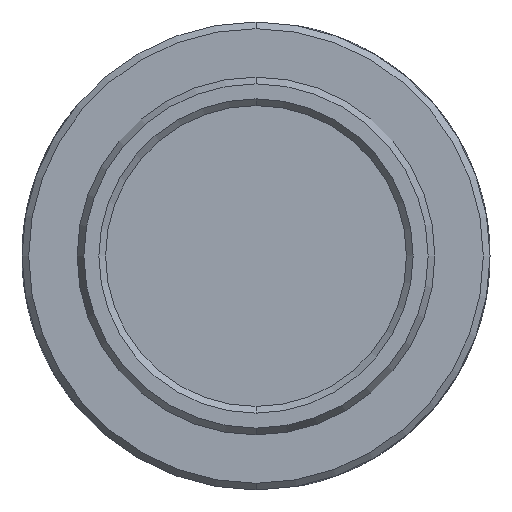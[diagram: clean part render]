
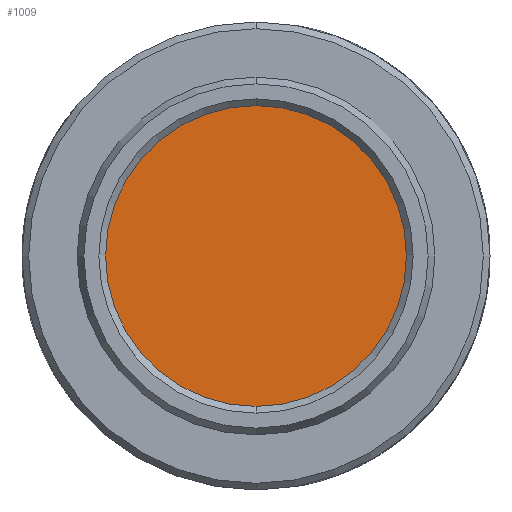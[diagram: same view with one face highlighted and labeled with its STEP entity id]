
A CAD part, left-side view. The second image highlights one B-rep face of the part: STEP entity #1009.
In plain terms, the highlighted planar face has unit normal (-1, 0, 0).
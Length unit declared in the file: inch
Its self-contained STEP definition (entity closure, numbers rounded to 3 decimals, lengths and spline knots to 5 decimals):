
#1009 = ADVANCED_FACE ( 'NONE', ( #7461 ), #12223, .F. ) ;
#1906 = ORIENTED_EDGE ( 'NONE', *, *, #12040, .F. ) ;
#2148 = CARTESIAN_POINT ( 'NONE',  ( -0.095, 0., 0. ) ) ;
#2779 = AXIS2_PLACEMENT_3D ( 'NONE', #2148, #11918, #3556 ) ;
#3117 = CARTESIAN_POINT ( 'NONE',  ( -0.095, 0., 0.24722 ) ) ;
#3556 = DIRECTION ( 'NONE',  ( 0., 0., -1. ) ) ;
#3825 = CARTESIAN_POINT ( 'NONE',  ( -0.095, 0., 0. ) ) ;
#5229 = DIRECTION ( 'NONE',  ( 0., 0., -1. ) ) ;
#6682 = DIRECTION ( 'NONE',  ( 1., 0., 0. ) ) ;
#6869 = VERTEX_POINT ( 'NONE', #9595 ) ;
#7461 = FACE_OUTER_BOUND ( 'NONE', #11534, .T. ) ;
#9066 = VERTEX_POINT ( 'NONE', #3117 ) ;
#9432 = CARTESIAN_POINT ( 'NONE',  ( -0.095, 0., 0. ) ) ;
#9595 = CARTESIAN_POINT ( 'NONE',  ( -0.095, 0., -0.24722 ) ) ;
#10469 = EDGE_CURVE ( 'NONE', #6869, #9066, #17682, .T. ) ;
#11534 = EDGE_LOOP ( 'NONE', ( #14870, #1906 ) ) ;
#11918 = DIRECTION ( 'NONE',  ( 1., 0., 0. ) ) ;
#12040 = EDGE_CURVE ( 'NONE', #9066, #6869, #17877, .T. ) ;
#12223 = PLANE ( 'NONE',  #12643 ) ;
#12643 = AXIS2_PLACEMENT_3D ( 'NONE', #9432, #6682, #16479 ) ;
#13584 = DIRECTION ( 'NONE',  ( 1., 0., 0. ) ) ;
#14870 = ORIENTED_EDGE ( 'NONE', *, *, #10469, .F. ) ;
#16370 = AXIS2_PLACEMENT_3D ( 'NONE', #3825, #13584, #5229 ) ;
#16479 = DIRECTION ( 'NONE',  ( 0., 0., -1. ) ) ;
#17682 = CIRCLE ( 'NONE', #16370, 0.24722 ) ;
#17877 = CIRCLE ( 'NONE', #2779, 0.24722 ) ;
